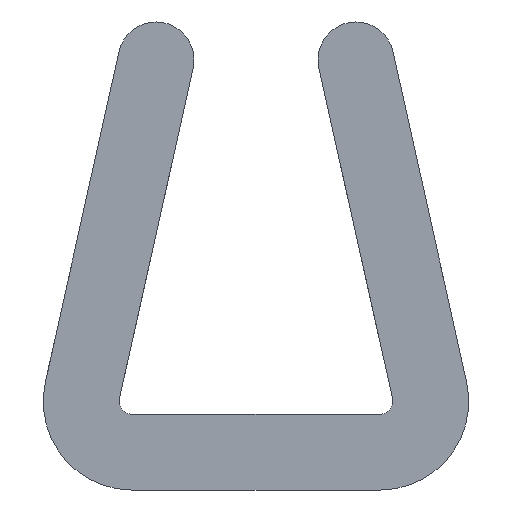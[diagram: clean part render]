
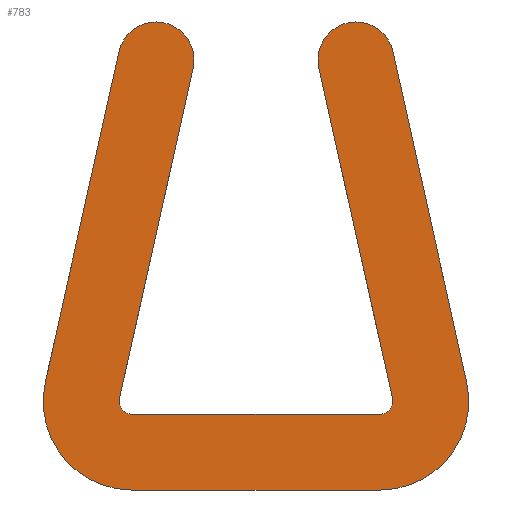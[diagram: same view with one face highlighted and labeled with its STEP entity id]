
A CAD part, front view. The second image highlights one B-rep face of the part: STEP entity #783.
In plain terms, the highlighted planar face has unit normal (0, -1, 0).
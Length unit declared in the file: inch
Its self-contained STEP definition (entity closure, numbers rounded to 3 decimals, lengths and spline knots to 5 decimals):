
#9 = VERTEX_POINT ( 'NONE', #1199 ) ;
#14 = ORIENTED_EDGE ( 'NONE', *, *, #544, .F. ) ;
#15 = EDGE_CURVE ( 'NONE', #9, #489, #1131, .T. ) ;
#20 = CARTESIAN_POINT ( 'NONE',  ( -0.02486, -0.442, 0.13673 ) ) ;
#21 = VERTEX_POINT ( 'NONE', #821 ) ;
#33 = DIRECTION ( 'NONE',  ( -1., 0., 0. ) ) ;
#39 = CARTESIAN_POINT ( 'NONE',  ( -0.02486, -0.442, 0.13673 ) ) ;
#42 = EDGE_CURVE ( 'NONE', #601, #1054, #382, .T. ) ;
#43 = VERTEX_POINT ( 'NONE', #39 ) ;
#45 = CARTESIAN_POINT ( 'NONE',  ( -0.04912, -0.442, 0. ) ) ;
#46 = DIRECTION ( 'NONE',  ( -1., 0., 0. ) ) ;
#48 = CARTESIAN_POINT ( 'NONE',  ( 0.04912, -0.442, 0. ) ) ;
#75 = VERTEX_POINT ( 'NONE', #635 ) ;
#85 = CARTESIAN_POINT ( 'NONE',  ( 0.0395, -0.442, 0.155 ) ) ;
#90 = EDGE_CURVE ( 'NONE', #21, #75, #274, .T. ) ;
#101 = PLANE ( 'NONE',  #792 ) ;
#102 = CARTESIAN_POINT ( 'NONE',  ( -0.05414, -0.442, 0.14327 ) ) ;
#104 = ORIENTED_EDGE ( 'NONE', *, *, #146, .F. ) ;
#117 = DIRECTION ( 'NONE',  ( 0., 1., 0. ) ) ;
#127 = VECTOR ( 'NONE', #1037, 39.37008 ) ;
#137 = DIRECTION ( 'NONE',  ( 0., -1., 0. ) ) ;
#146 = EDGE_CURVE ( 'NONE', #283, #521, #480, .T. ) ;
#163 = CIRCLE ( 'NONE', #647, 0.015 ) ;
#172 = CARTESIAN_POINT ( 'NONE',  ( -0.0395, -0.442, 0.14 ) ) ;
#192 = CARTESIAN_POINT ( 'NONE',  ( -0.0395, -0.442, 0.14 ) ) ;
#201 = CARTESIAN_POINT ( 'NONE',  ( -0.08328, -0.442, 0.01262 ) ) ;
#207 = LINE ( 'NONE', #201, #813 ) ;
#215 = VERTEX_POINT ( 'NONE', #948 ) ;
#236 = CARTESIAN_POINT ( 'NONE',  ( -0.08328, -0.442, 0.01262 ) ) ;
#246 = ORIENTED_EDGE ( 'NONE', *, *, #15, .T. ) ;
#254 = DIRECTION ( 'NONE',  ( 0., -1., 0. ) ) ;
#266 = DIRECTION ( 'NONE',  ( 1., 0., 0. ) ) ;
#274 = CIRCLE ( 'NONE', #1008, 0.035 ) ;
#275 = DIRECTION ( 'NONE',  ( 1., 0., 0. ) ) ;
#283 = VERTEX_POINT ( 'NONE', #102 ) ;
#285 = ORIENTED_EDGE ( 'NONE', *, *, #90, .T. ) ;
#294 = DIRECTION ( 'NONE',  ( -0.218, 0., -0.976 ) ) ;
#296 = ORIENTED_EDGE ( 'NONE', *, *, #297, .F. ) ;
#297 = EDGE_CURVE ( 'NONE', #43, #464, #500, .T. ) ;
#314 = ORIENTED_EDGE ( 'NONE', *, *, #329, .F. ) ;
#329 = EDGE_CURVE ( 'NONE', #1258, #283, #207, .T. ) ;
#358 = CARTESIAN_POINT ( 'NONE',  ( 0.0395, -0.442, 0.14 ) ) ;
#359 = EDGE_CURVE ( 'NONE', #21, #368, #610, .T. ) ;
#368 = VERTEX_POINT ( 'NONE', #705 ) ;
#382 = CIRCLE ( 'NONE', #599, 0.005 ) ;
#389 = CARTESIAN_POINT ( 'NONE',  ( 0.02486, -0.442, 0.13673 ) ) ;
#397 = CARTESIAN_POINT ( 'NONE',  ( 0., -0.442, -0.03 ) ) ;
#398 = ORIENTED_EDGE ( 'NONE', *, *, #42, .T. ) ;
#412 = DIRECTION ( 'NONE',  ( 0.218, 0., 0.976 ) ) ;
#418 = AXIS2_PLACEMENT_3D ( 'NONE', #358, #254, #554 ) ;
#432 = CIRCLE ( 'NONE', #1138, 0.005 ) ;
#437 = DIRECTION ( 'NONE',  ( -1., 0., 0. ) ) ;
#461 = DIRECTION ( 'NONE',  ( 1., 0., 0. ) ) ;
#464 = VERTEX_POINT ( 'NONE', #552 ) ;
#473 = DIRECTION ( 'NONE',  ( 1., 0., 0. ) ) ;
#480 = CIRCLE ( 'NONE', #923, 0.015 ) ;
#489 = VERTEX_POINT ( 'NONE', #85 ) ;
#494 = EDGE_CURVE ( 'NONE', #521, #43, #163, .T. ) ;
#497 = EDGE_CURVE ( 'NONE', #368, #1258, #545, .T. ) ;
#500 = LINE ( 'NONE', #20, #788 ) ;
#510 = EDGE_CURVE ( 'NONE', #464, #215, #432, .T. ) ;
#518 = DIRECTION ( 'NONE',  ( 0.218, 0., -0.976 ) ) ;
#521 = VERTEX_POINT ( 'NONE', #1108 ) ;
#541 = EDGE_CURVE ( 'NONE', #731, #601, #1204, .T. ) ;
#544 = EDGE_CURVE ( 'NONE', #215, #1054, #714, .T. ) ;
#545 = CIRCLE ( 'NONE', #913, 0.035 ) ;
#552 = CARTESIAN_POINT ( 'NONE',  ( -0.054, -0.442, 0.00609 ) ) ;
#554 = DIRECTION ( 'NONE',  ( -1., 0., 0. ) ) ;
#567 = ORIENTED_EDGE ( 'NONE', *, *, #510, .F. ) ;
#576 = CARTESIAN_POINT ( 'NONE',  ( 0.08328, -0.442, 0.01262 ) ) ;
#588 = DIRECTION ( 'NONE',  ( 1., 0., 0. ) ) ;
#599 = AXIS2_PLACEMENT_3D ( 'NONE', #1114, #1001, #46 ) ;
#601 = VERTEX_POINT ( 'NONE', #608 ) ;
#608 = CARTESIAN_POINT ( 'NONE',  ( 0.054, -0.442, 0.00609 ) ) ;
#610 = LINE ( 'NONE', #397, #831 ) ;
#630 = EDGE_LOOP ( 'NONE', ( #823, #285, #884, #246, #838, #849, #398, #14, #567, #296, #779, #104, #314, #960 ) ) ;
#634 = EDGE_CURVE ( 'NONE', #75, #9, #860, .T. ) ;
#635 = CARTESIAN_POINT ( 'NONE',  ( 0.08328, -0.442, 0.01262 ) ) ;
#647 = AXIS2_PLACEMENT_3D ( 'NONE', #172, #941, #461 ) ;
#705 = CARTESIAN_POINT ( 'NONE',  ( -0.04912, -0.442, -0.03 ) ) ;
#714 = LINE ( 'NONE', #45, #729 ) ;
#717 = DIRECTION ( 'NONE',  ( 0., 1., 0. ) ) ;
#729 = VECTOR ( 'NONE', #1113, 39.37008 ) ;
#731 = VERTEX_POINT ( 'NONE', #389 ) ;
#735 = DIRECTION ( 'NONE',  ( -1., 0., 0. ) ) ;
#751 = DIRECTION ( 'NONE',  ( 0., -1., 0. ) ) ;
#779 = ORIENTED_EDGE ( 'NONE', *, *, #494, .F. ) ;
#783 = ADVANCED_FACE ( 'NONE', ( #1252 ), #101, .F. ) ;
#788 = VECTOR ( 'NONE', #294, 39.37008 ) ;
#792 = AXIS2_PLACEMENT_3D ( 'NONE', #1191, #117, #588 ) ;
#813 = VECTOR ( 'NONE', #412, 39.37008 ) ;
#821 = CARTESIAN_POINT ( 'NONE',  ( 0.04912, -0.442, -0.03 ) ) ;
#823 = ORIENTED_EDGE ( 'NONE', *, *, #359, .F. ) ;
#831 = VECTOR ( 'NONE', #33, 39.37008 ) ;
#838 = ORIENTED_EDGE ( 'NONE', *, *, #1080, .T. ) ;
#849 = ORIENTED_EDGE ( 'NONE', *, *, #541, .T. ) ;
#860 = LINE ( 'NONE', #576, #127 ) ;
#884 = ORIENTED_EDGE ( 'NONE', *, *, #634, .T. ) ;
#887 = VECTOR ( 'NONE', #518, 39.37008 ) ;
#913 = AXIS2_PLACEMENT_3D ( 'NONE', #1142, #717, #473 ) ;
#923 = AXIS2_PLACEMENT_3D ( 'NONE', #192, #1140, #275 ) ;
#924 = CARTESIAN_POINT ( 'NONE',  ( 0.04912, -0.442, 0.005 ) ) ;
#941 = DIRECTION ( 'NONE',  ( 0., 1., 0. ) ) ;
#948 = CARTESIAN_POINT ( 'NONE',  ( -0.04912, -0.442, 0. ) ) ;
#956 = CIRCLE ( 'NONE', #418, 0.015 ) ;
#960 = ORIENTED_EDGE ( 'NONE', *, *, #497, .F. ) ;
#969 = CARTESIAN_POINT ( 'NONE',  ( 0.0395, -0.442, 0.14 ) ) ;
#1001 = DIRECTION ( 'NONE',  ( 0., 1., 0. ) ) ;
#1008 = AXIS2_PLACEMENT_3D ( 'NONE', #924, #1226, #735 ) ;
#1037 = DIRECTION ( 'NONE',  ( -0.218, 0., 0.976 ) ) ;
#1054 = VERTEX_POINT ( 'NONE', #48 ) ;
#1080 = EDGE_CURVE ( 'NONE', #489, #731, #956, .T. ) ;
#1087 = AXIS2_PLACEMENT_3D ( 'NONE', #969, #137, #437 ) ;
#1108 = CARTESIAN_POINT ( 'NONE',  ( -0.0395, -0.442, 0.155 ) ) ;
#1113 = DIRECTION ( 'NONE',  ( 1., 0., 0. ) ) ;
#1114 = CARTESIAN_POINT ( 'NONE',  ( 0.04912, -0.442, 0.005 ) ) ;
#1131 = CIRCLE ( 'NONE', #1087, 0.015 ) ;
#1138 = AXIS2_PLACEMENT_3D ( 'NONE', #1240, #751, #266 ) ;
#1140 = DIRECTION ( 'NONE',  ( 0., 1., 0. ) ) ;
#1142 = CARTESIAN_POINT ( 'NONE',  ( -0.04912, -0.442, 0.005 ) ) ;
#1191 = CARTESIAN_POINT ( 'NONE',  ( -0.04912, -0.442, 0.005 ) ) ;
#1199 = CARTESIAN_POINT ( 'NONE',  ( 0.05414, -0.442, 0.14327 ) ) ;
#1204 = LINE ( 'NONE', #1210, #887 ) ;
#1210 = CARTESIAN_POINT ( 'NONE',  ( 0.02486, -0.442, 0.13673 ) ) ;
#1226 = DIRECTION ( 'NONE',  ( 0., -1., 0. ) ) ;
#1240 = CARTESIAN_POINT ( 'NONE',  ( -0.04912, -0.442, 0.005 ) ) ;
#1252 = FACE_OUTER_BOUND ( 'NONE', #630, .T. ) ;
#1258 = VERTEX_POINT ( 'NONE', #236 ) ;
